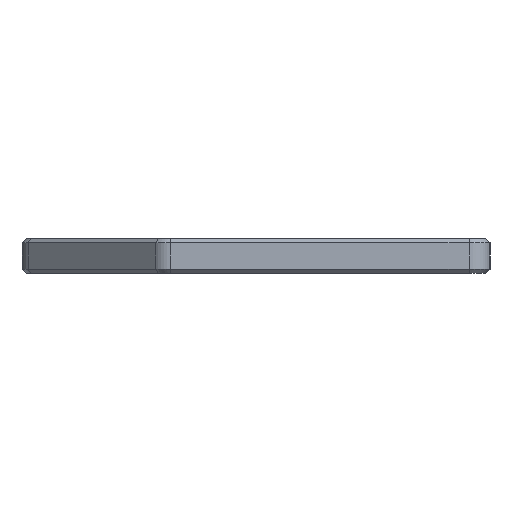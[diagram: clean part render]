
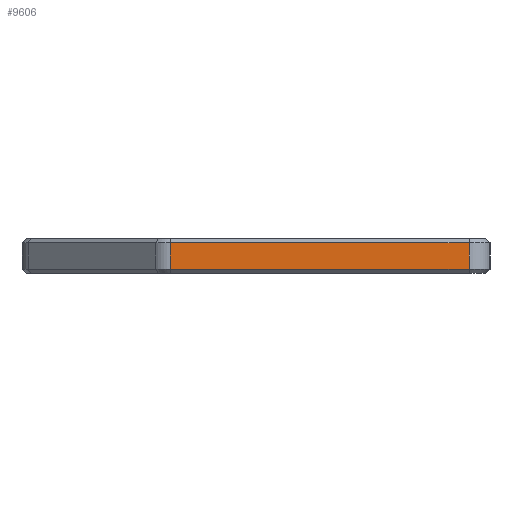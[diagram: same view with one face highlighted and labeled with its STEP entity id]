
A CAD part, left-side view. The second image highlights one B-rep face of the part: STEP entity #9606.
In plain terms, the highlighted planar face has unit normal (-1, 0, 0).
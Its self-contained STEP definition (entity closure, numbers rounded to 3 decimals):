
#1426=FACE_OUTER_BOUND('',#1988,.T.);
#1988=EDGE_LOOP('',(#8739,#8740,#8741,#8742));
#2619=LINE('',#17004,#3483);
#2793=LINE('',#17571,#3657);
#2816=LINE('',#17635,#3680);
#2854=LINE('',#17744,#3718);
#3483=VECTOR('',#11694,1000.);
#3657=VECTOR('',#12242,1000.);
#3680=VECTOR('',#12313,1000.);
#3718=VECTOR('',#12451,1000.);
#4418=VERTEX_POINT('',#17001);
#4419=VERTEX_POINT('',#17003);
#4549=VERTEX_POINT('',#17505);
#4568=VERTEX_POINT('',#17570);
#5665=EDGE_CURVE('',#4418,#4419,#2619,.T.);
#5925=EDGE_CURVE('',#4419,#4568,#2793,.T.);
#5958=EDGE_CURVE('',#4549,#4568,#2816,.T.);
#6012=EDGE_CURVE('',#4549,#4418,#2854,.T.);
#8739=ORIENTED_EDGE('',*,*,#5925,.F.);
#8740=ORIENTED_EDGE('',*,*,#5665,.F.);
#8741=ORIENTED_EDGE('',*,*,#6012,.F.);
#8742=ORIENTED_EDGE('',*,*,#5958,.T.);
#9064=PLANE('',#10279);
#9606=ADVANCED_FACE('',(#1426),#9064,.T.);
#10279=AXIS2_PLACEMENT_3D('',#17743,#12449,#12450);
#11694=DIRECTION('',(0.,0.,-1.));
#12242=DIRECTION('',(0.,1.,0.));
#12313=DIRECTION('',(0.,0.,-1.));
#12449=DIRECTION('center_axis',(-1.,0.,0.));
#12450=DIRECTION('ref_axis',(0.,-1.,0.));
#12451=DIRECTION('',(0.,-1.,0.));
#17001=CARTESIAN_POINT('',(-142.,-34.602,-33.202));
#17003=CARTESIAN_POINT('',(-142.,-34.602,-37.002));
#17004=CARTESIAN_POINT('',(-142.,-34.602,-33.202));
#17505=CARTESIAN_POINT('',(-142.,8.155,-33.202));
#17570=CARTESIAN_POINT('',(-142.,8.155,-37.002));
#17571=CARTESIAN_POINT('',(-142.,-34.602,-37.002));
#17635=CARTESIAN_POINT('',(-142.,8.155,-33.202));
#17743=CARTESIAN_POINT('Origin',(-142.,-32.602,-35.602));
#17744=CARTESIAN_POINT('',(-142.,3.155,-33.202));
